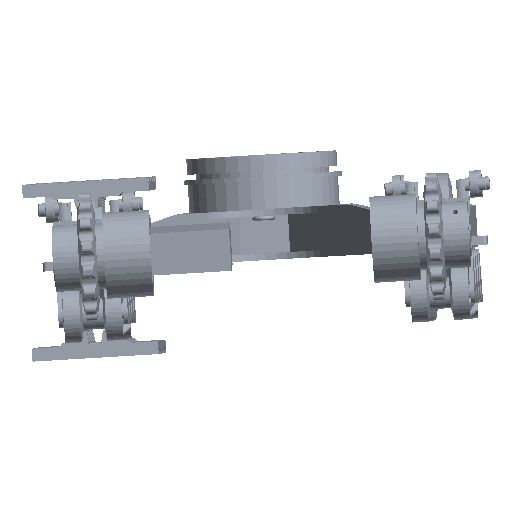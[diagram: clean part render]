
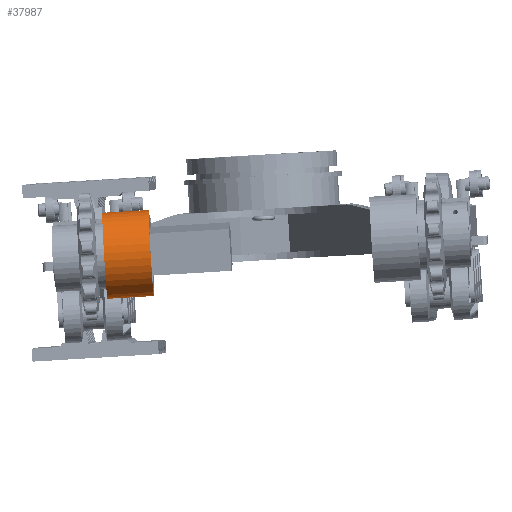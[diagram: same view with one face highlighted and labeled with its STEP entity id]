
A CAD part, top view. The second image highlights one B-rep face of the part: STEP entity #37987.
In plain terms, the highlighted cylindrical face has radius 19.5 mm (diameter 39 mm), a partial arc.
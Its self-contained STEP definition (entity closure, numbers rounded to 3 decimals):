
#37886=CARTESIAN_POINT('Axis2P3D Location',(0.,0.,0.)) ;
#37890=CARTESIAN_POINT('Vertex',(-7.642,-17.94,0.)) ;
#37892=CARTESIAN_POINT('Vertex',(-3.516,19.18,0.)) ;
#37957=CARTESIAN_POINT('Axis2P3D Location',(0.,0.,-10.5)) ;
#37962=CARTESIAN_POINT('Axis2P3D Location',(0.,0.,-21.)) ;
#37966=CARTESIAN_POINT('Vertex',(-7.642,-17.94,-21.)) ;
#37968=CARTESIAN_POINT('Vertex',(-3.516,19.18,-21.)) ;
#37971=CARTESIAN_POINT('Line Origine',(-3.516,19.18,-10.5)) ;
#37976=CARTESIAN_POINT('Line Origine',(-7.642,-17.94,-10.5)) ;
#37887=DIRECTION('Axis2P3D Direction',(0.,0.,1.)) ;
#37958=DIRECTION('Axis2P3D Direction',(0.,0.,1.)) ;
#37959=DIRECTION('Axis2P3D XDirection',(-0.392,-0.92,-0.)) ;
#37963=DIRECTION('Axis2P3D Direction',(0.,0.,1.)) ;
#37972=DIRECTION('Vector Direction',(0.,0.,1.)) ;
#37977=DIRECTION('Vector Direction',(0.,0.,1.)) ;
#37888=AXIS2_PLACEMENT_3D('Circle Axis2P3D',#37886,#37887,$) ;
#37960=AXIS2_PLACEMENT_3D('Cylinder Axis2P3D',#37957,#37958,#37959) ;
#37964=AXIS2_PLACEMENT_3D('Circle Axis2P3D',#37962,#37963,$) ;
#37982=ORIENTED_EDGE('',*,*,#37970,.T.) ;
#37983=ORIENTED_EDGE('',*,*,#37975,.F.) ;
#37984=ORIENTED_EDGE('',*,*,#37894,.F.) ;
#37985=ORIENTED_EDGE('',*,*,#37980,.T.) ;
#37973=VECTOR('Line Direction',#37972,1.) ;
#37978=VECTOR('Line Direction',#37977,1.) ;
#37987=ADVANCED_FACE('Corps principal',(#37986),#37961,.T.) ;
#37889=CIRCLE('generated circle',#37888,19.5) ;
#37965=CIRCLE('generated circle',#37964,19.5) ;
#37961=CYLINDRICAL_SURFACE('generated cylinder',#37960,19.5) ;
#37894=EDGE_CURVE('',#37891,#37893,#37889,.T.) ;
#37970=EDGE_CURVE('',#37967,#37969,#37965,.T.) ;
#37975=EDGE_CURVE('',#37893,#37969,#37974,.F.) ;
#37980=EDGE_CURVE('',#37891,#37967,#37979,.F.) ;
#37981=EDGE_LOOP('',(#37982,#37983,#37984,#37985)) ;
#37986=FACE_OUTER_BOUND('',#37981,.T.) ;
#37974=LINE('Line',#37971,#37973) ;
#37979=LINE('Line',#37976,#37978) ;
#37891=VERTEX_POINT('',#37890) ;
#37893=VERTEX_POINT('',#37892) ;
#37967=VERTEX_POINT('',#37966) ;
#37969=VERTEX_POINT('',#37968) ;
